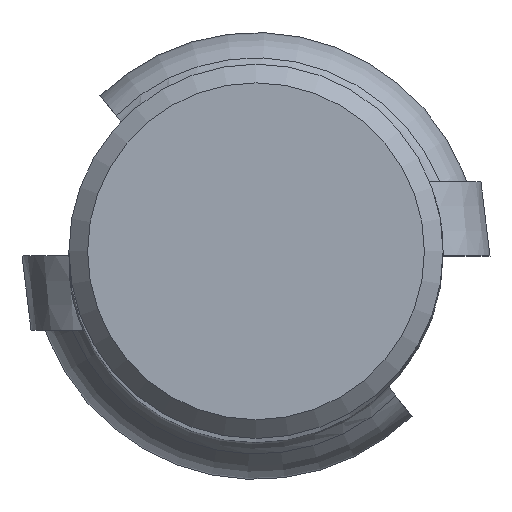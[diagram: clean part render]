
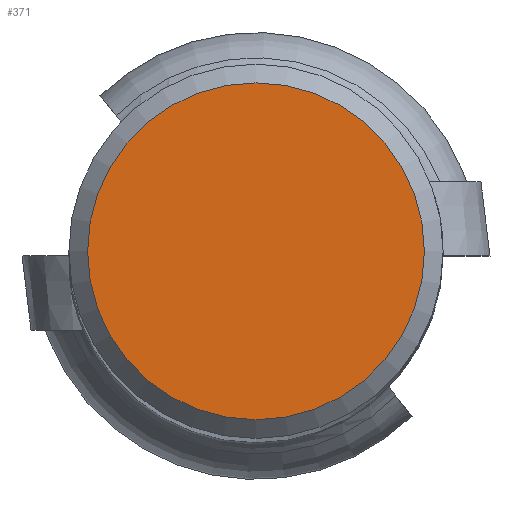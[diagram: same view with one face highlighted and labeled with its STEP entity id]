
A CAD part, top view. The second image highlights one B-rep face of the part: STEP entity #371.
In plain terms, the highlighted planar face has unit normal (0, 0, 1).
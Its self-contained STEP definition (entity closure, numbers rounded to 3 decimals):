
#257=FACE_OUTER_BOUND('',#613,.T.);
#371=ADVANCED_FACE('',(#257),#488,.F.);
#488=PLANE('',#2384);
#613=EDGE_LOOP('',(#1118));
#773=CIRCLE('',#2383,8.997);
#1118=ORIENTED_EDGE('',*,*,#1908,.F.);
#1687=VERTEX_POINT('',#3645);
#1908=EDGE_CURVE('',#1687,#1687,#773,.T.);
#2383=AXIS2_PLACEMENT_3D('',#3644,#2696,#2697);
#2384=AXIS2_PLACEMENT_3D('',#3646,#2698,#2699);
#2696=DIRECTION('',(0.,0.,-1.));
#2697=DIRECTION('',(-1.,0.,0.));
#2698=DIRECTION('',(0.,0.,-1.));
#2699=DIRECTION('',(-1.,0.,0.));
#3644=CARTESIAN_POINT('',(0.,0.,0.));
#3645=CARTESIAN_POINT('',(-8.997,0.,0.));
#3646=CARTESIAN_POINT('',(0.,0.,0.));
